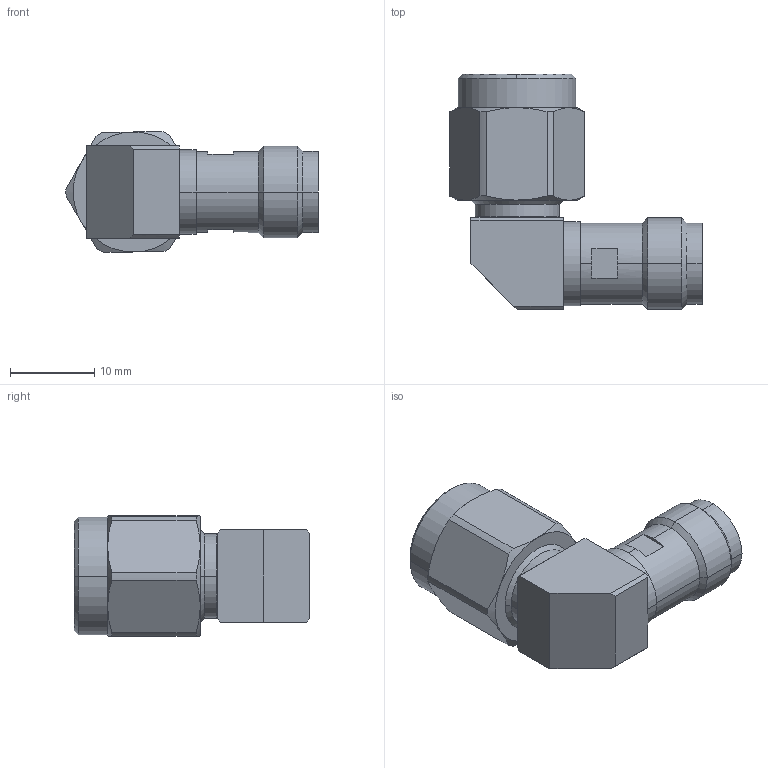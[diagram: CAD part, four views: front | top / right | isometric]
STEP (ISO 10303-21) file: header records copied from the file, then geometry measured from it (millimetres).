
FILE_DESCRIPTION (( 'STEP AP214' ), '1' );
FILE_NAME ('FMAD1583_3D.step', '2023-05-31T14:29:37', ( '' ), ( '' ), 'SwSTEP 2.0', 'SolidWorks 2022', '' );
FILE_SCHEMA (( 'AUTOMOTIVE_DESIGN' ));
Length unit declared in the file: millimetre
Products named in the file (4): Copy of ALS-T3T8-18-4-RIGHT^FMAD1583; FMAD1583_3D; Copy of ALS-T3T8-18-3^FMAD1583; Copy of ALS-T3T8-18-2--TNC3^FMAD1583
Assembly tree (3 placements, depth 2):
  FMAD1583_3D
    Copy of ALS-T3T8-18-4-RIGHT^FMAD1583
    Copy of ALS-T3T8-18-2--TNC3^FMAD1583
    Copy of ALS-T3T8-18-3^FMAD1583
Bounding box: 30 x 28.05 x 14.33 mm (x, y, z)
Volume: 4471.1 mm3; surface area: 3639.2 mm2
Topology: 3 solids, 3 shells, 162 faces, 360 edges, 220 vertices
Faces by surface type: cylinder 73, cone 51, plane 38
Entity records: 4676 total; most frequent: DIRECTION 862, CARTESIAN_POINT 826, ORIENTED_EDGE 720, AXIS2_PLACEMENT_3D 360, EDGE_CURVE 360, VERTEX_POINT 220, CIRCLE 192, EDGE_LOOP 178
